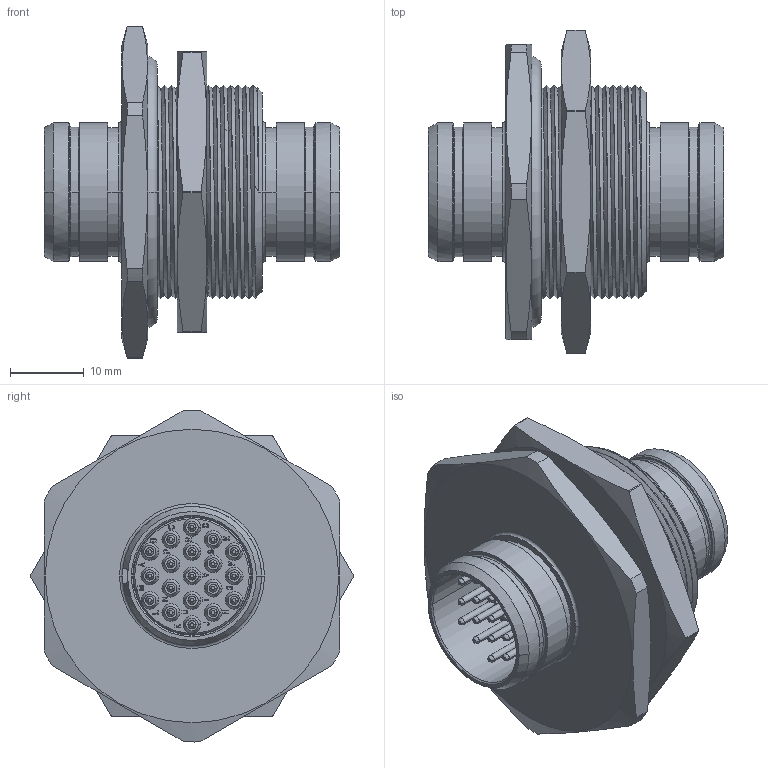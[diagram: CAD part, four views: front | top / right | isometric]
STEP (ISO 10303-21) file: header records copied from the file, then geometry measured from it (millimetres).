
FILE_DESCRIPTION((''),'2;1');
FILE_NAME('1332EE319MF','2022-01-07T12:20:35',('cgregory'),('NET AG system integration'),'CREO PARAMETRIC BY PTC INC, 2019292','CREO PARAMETRIC BY PTC INC, 2019292','');
FILE_SCHEMA(('AUTOMOTIVE_DESIGN { 1 0 10303 214 1 1 1 1 }'));
Products named in the file (1): 1332EE319MF
Bounding box: 40 x 43.8 x 44.99 mm (x, y, z)
Volume: 19878.1 mm3; surface area: 16514.7 mm2
Topology: 2 solids, 2 shells, 2155 faces, 5591 edges, 3545 vertices
Faces by surface type: plane 1289, cylinder 364, torus 294, cone 154, bspline 54
Entity records: 86734 total; most frequent: CARTESIAN_POINT 18912, DIRECTION 11138, ORIENTED_EDGE 11106, EDGE_CURVE 5553, AXIS2_PLACEMENT_3D 3775, VECTOR 3585, LINE 3585, VERTEX_POINT 3545
